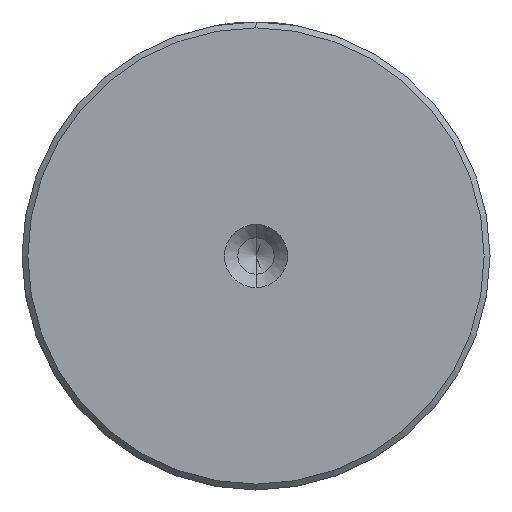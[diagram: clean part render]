
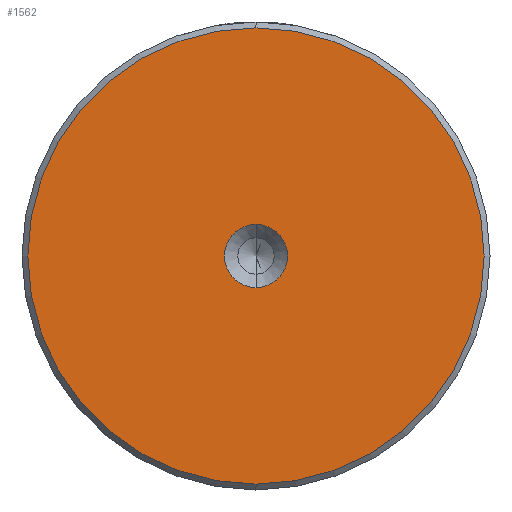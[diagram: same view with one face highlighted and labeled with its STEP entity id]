
A CAD part, left-side view. The second image highlights one B-rep face of the part: STEP entity #1562.
In plain terms, the highlighted planar face has unit normal (-1, 0, 0).
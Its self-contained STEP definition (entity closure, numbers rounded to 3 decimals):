
#45 = CARTESIAN_POINT ( 'NONE',  ( 0., 0., 0. ) ) ;
#73 = CARTESIAN_POINT ( 'NONE',  ( 0., 0., 19.5 ) ) ;
#236 = PLANE ( 'NONE',  #1866 ) ;
#239 = ORIENTED_EDGE ( 'NONE', *, *, #2132, .F. ) ;
#243 = EDGE_CURVE ( 'NONE', #1413, #1198, #2166, .T. ) ;
#319 = DIRECTION ( 'NONE',  ( -1., 0., 0. ) ) ;
#420 = DIRECTION ( 'NONE',  ( 0., 0., 1. ) ) ;
#423 = VERTEX_POINT ( 'NONE', #760 ) ;
#587 = DIRECTION ( 'NONE',  ( -1., 0., 0. ) ) ;
#611 = AXIS2_PLACEMENT_3D ( 'NONE', #1675, #632, #1854 ) ;
#632 = DIRECTION ( 'NONE',  ( -1., 0., 0. ) ) ;
#655 = CIRCLE ( 'NONE', #688, 2.7 ) ;
#688 = AXIS2_PLACEMENT_3D ( 'NONE', #1376, #319, #1559 ) ;
#760 = CARTESIAN_POINT ( 'NONE',  ( 0., 0., -19.5 ) ) ;
#816 = ORIENTED_EDGE ( 'NONE', *, *, #243, .F. ) ;
#877 = ORIENTED_EDGE ( 'NONE', *, *, #1903, .T. ) ;
#932 = CIRCLE ( 'NONE', #1357, 19.5 ) ;
#1041 = EDGE_LOOP ( 'NONE', ( #1836, #877 ) ) ;
#1057 = EDGE_CURVE ( 'NONE', #423, #1648, #932, .T. ) ;
#1110 = FACE_OUTER_BOUND ( 'NONE', #1041, .T. ) ;
#1118 = CIRCLE ( 'NONE', #611, 19.5 ) ;
#1198 = VERTEX_POINT ( 'NONE', #1686 ) ;
#1357 = AXIS2_PLACEMENT_3D ( 'NONE', #1634, #587, #1813 ) ;
#1376 = CARTESIAN_POINT ( 'NONE',  ( 0., 0., 0. ) ) ;
#1413 = VERTEX_POINT ( 'NONE', #1585 ) ;
#1559 = DIRECTION ( 'NONE',  ( 0., 0., 1. ) ) ;
#1562 = ADVANCED_FACE ( 'NONE', ( #1110, #1624 ), #236, .T. ) ;
#1585 = CARTESIAN_POINT ( 'NONE',  ( 0., 0., -2.7 ) ) ;
#1624 = FACE_BOUND ( 'NONE', #1793, .T. ) ;
#1634 = CARTESIAN_POINT ( 'NONE',  ( 0., 0., 0. ) ) ;
#1648 = VERTEX_POINT ( 'NONE', #73 ) ;
#1675 = CARTESIAN_POINT ( 'NONE',  ( 0., 0., 0. ) ) ;
#1686 = CARTESIAN_POINT ( 'NONE',  ( 0., 0., 2.7 ) ) ;
#1793 = EDGE_LOOP ( 'NONE', ( #239, #816 ) ) ;
#1813 = DIRECTION ( 'NONE',  ( 0., 0., 1. ) ) ;
#1836 = ORIENTED_EDGE ( 'NONE', *, *, #1057, .T. ) ;
#1854 = DIRECTION ( 'NONE',  ( 0., 0., 1. ) ) ;
#1866 = AXIS2_PLACEMENT_3D ( 'NONE', #45, #2168, #420 ) ;
#1903 = EDGE_CURVE ( 'NONE', #1648, #423, #1118, .T. ) ;
#1956 = DIRECTION ( 'NONE',  ( 0., 0., 1. ) ) ;
#1966 = DIRECTION ( 'NONE',  ( -1., 0., 0. ) ) ;
#1973 = CARTESIAN_POINT ( 'NONE',  ( 0., 0., 0. ) ) ;
#2132 = EDGE_CURVE ( 'NONE', #1198, #1413, #655, .T. ) ;
#2166 = CIRCLE ( 'NONE', #2240, 2.7 ) ;
#2168 = DIRECTION ( 'NONE',  ( -1., 0., 0. ) ) ;
#2240 = AXIS2_PLACEMENT_3D ( 'NONE', #1973, #1966, #1956 ) ;
